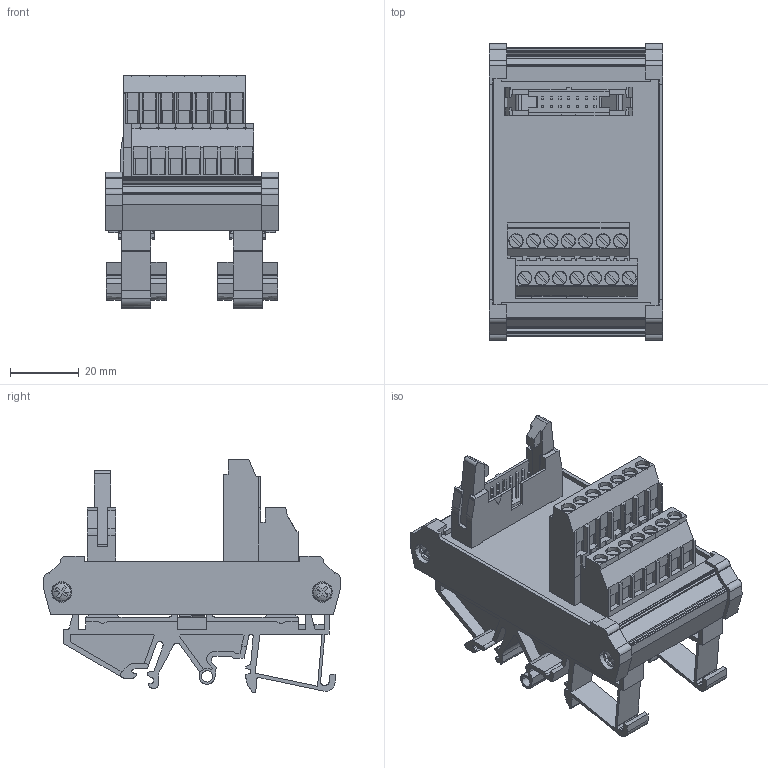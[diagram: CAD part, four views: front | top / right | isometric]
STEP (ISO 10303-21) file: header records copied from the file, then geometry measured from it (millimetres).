
FILE_DESCRIPTION(('CATIA V5R20 STEP214','CAx-IF Rec.Pracs.--- Model Styling and Organization---1.5--- 2016-08-15','CAx-IF Rec.Pracs.---Supplemental Geometry---1.0---2011-11-01','CAx-IF Rec.Pracs.--- Composite Materials ---1.1---2010-07-15'),'2;1');
FILE_NAME ('001228-3_0', '2025-02-11T16:24:28+00:00', ('Weidmueller Interface'), ('Weidmueller'), 'CATIA Version 5-6 Release 2022 SP4 HF5', 'CATIA V5 STEP AP214 v3', 'none');
FILE_SCHEMA(('AUTOMOTIVE_DESIGN { 1 0 10303 214 1 1 1 1 }'));
Products named in the file (1): 0225061001_RS F14 LP2N 5_14
Bounding box: 50.5 x 86.4 x 68.22 mm (x, y, z)
Volume: 55939.5 mm3; surface area: 51258.9 mm2
Topology: 1 solids, 26 shells, 1698 faces, 4988 edges, 3347 vertices
Faces by surface type: plane 1306, cylinder 342, bspline 34, torus 8, sphere 8
Entity records: 55527 total; most frequent: CARTESIAN_POINT 13379, ORIENTED_EDGE 9976, DIRECTION 5886, EDGE_CURVE 4988, VECTOR 3791, LINE 3791, VERTEX_POINT 3347, EDGE_LOOP 1767
